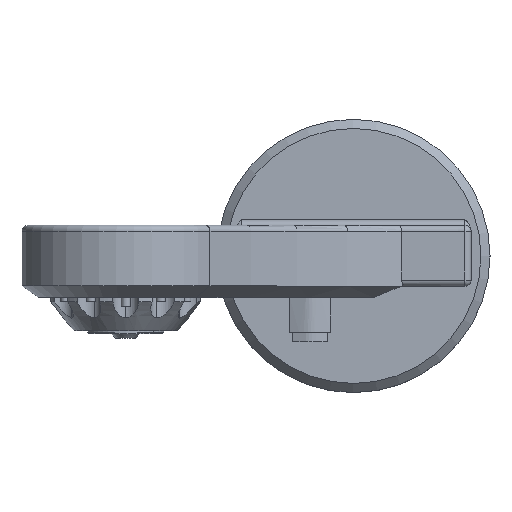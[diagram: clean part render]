
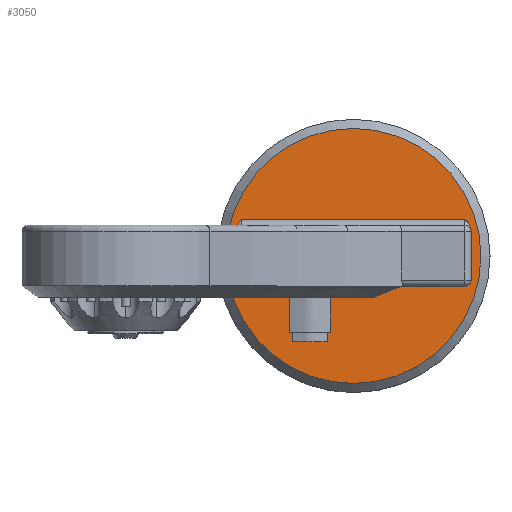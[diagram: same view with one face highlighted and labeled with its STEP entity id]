
A CAD part, top view. The second image highlights one B-rep face of the part: STEP entity #3050.
In plain terms, the highlighted planar face has unit normal (0, 0, 1).
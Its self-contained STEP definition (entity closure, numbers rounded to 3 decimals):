
#41=B_SPLINE_CURVE_WITH_KNOTS('',3,(#4609,#4610,#4611,#4612,#4613,#4614,
#4615,#4616,#4617,#4618),.UNSPECIFIED.,.F.,.F.,(4,2,2,2,4),(2.022,
2.175,2.328,2.563,2.798),
 .UNSPECIFIED.);
#43=B_SPLINE_CURVE_WITH_KNOTS('',3,(#4655,#4656,#4657,#4658,#4659,#4660,
#4661,#4662,#4663,#4664),.UNSPECIFIED.,.F.,.F.,(4,2,2,2,4),(0.,0.235,
0.47,0.623,0.776),.UNSPECIFIED.);
#119=FACE_BOUND('',#602,.T.);
#189=PLANE('',#3467);
#375=FACE_OUTER_BOUND('',#601,.T.);
#601=EDGE_LOOP('',(#2758));
#602=EDGE_LOOP('',(#2759,#2760,#2761,#2762,#2763,#2764,#2765));
#639=LINE('',#4598,#810);
#643=LINE('',#4641,#814);
#648=LINE('',#4685,#819);
#650=LINE('',#4688,#821);
#810=VECTOR('',#3597,10.);
#814=VECTOR('',#3615,10.);
#819=VECTOR('',#3640,10.);
#821=VECTOR('',#3644,10.);
#972=CIRCLE('',#3105,4.);
#1165=CIRCLE('',#3463,84.);
#1211=VERTEX_POINT('',#4579);
#1212=VERTEX_POINT('',#4581);
#1216=VERTEX_POINT('',#4597);
#1220=VERTEX_POINT('',#4606);
#1221=VERTEX_POINT('',#4608);
#1224=VERTEX_POINT('',#4640);
#1228=VERTEX_POINT('',#4654);
#1451=VERTEX_POINT('',#6203);
#1510=EDGE_CURVE('',#1211,#1212,#972,.F.);
#1518=EDGE_CURVE('',#1216,#1212,#639,.T.);
#1523=EDGE_CURVE('',#1220,#1221,#41,.F.);
#1528=EDGE_CURVE('',#1224,#1221,#643,.T.);
#1535=EDGE_CURVE('',#1216,#1228,#43,.F.);
#1540=EDGE_CURVE('',#1211,#1224,#648,.T.);
#1542=EDGE_CURVE('',#1228,#1220,#650,.T.);
#1887=EDGE_CURVE('',#1451,#1451,#1165,.T.);
#2758=ORIENTED_EDGE('',*,*,#1887,.F.);
#2759=ORIENTED_EDGE('',*,*,#1518,.T.);
#2760=ORIENTED_EDGE('',*,*,#1510,.F.);
#2761=ORIENTED_EDGE('',*,*,#1540,.T.);
#2762=ORIENTED_EDGE('',*,*,#1528,.T.);
#2763=ORIENTED_EDGE('',*,*,#1523,.F.);
#2764=ORIENTED_EDGE('',*,*,#1542,.F.);
#2765=ORIENTED_EDGE('',*,*,#1535,.F.);
#3050=ADVANCED_FACE('',(#375,#119),#189,.T.);
#3105=AXIS2_PLACEMENT_3D('',#4582,#3578,#3579);
#3463=AXIS2_PLACEMENT_3D('',#6204,#4434,#4435);
#3467=AXIS2_PLACEMENT_3D('',#6212,#4444,#4445);
#3578=DIRECTION('center_axis',(0.,0.,-1.));
#3579=DIRECTION('ref_axis',(0.707,-0.707,0.));
#3597=DIRECTION('',(0.,-1.,0.));
#3615=DIRECTION('',(0.,1.,0.));
#3640=DIRECTION('',(-1.,0.,0.));
#3644=DIRECTION('',(-1.,0.,0.));
#4434=DIRECTION('center_axis',(0.,0.,-1.));
#4435=DIRECTION('ref_axis',(1.,0.,0.));
#4444=DIRECTION('center_axis',(0.,0.,1.));
#4445=DIRECTION('ref_axis',(1.,0.,0.));
#4579=CARTESIAN_POINT('',(73.5,-20.,37.));
#4581=CARTESIAN_POINT('',(77.5,-16.,37.));
#4582=CARTESIAN_POINT('Origin',(73.5,-16.,37.));
#4597=CARTESIAN_POINT('',(77.5,17.072,37.));
#4598=CARTESIAN_POINT('',(77.5,-10.,37.));
#4606=CARTESIAN_POINT('',(-73.5,24.,37.));
#4608=CARTESIAN_POINT('',(-77.5,17.072,37.));
#4609=CARTESIAN_POINT('Ctrl Pts',(-77.5,17.072,37.));
#4610=CARTESIAN_POINT('Ctrl Pts',(-77.5,17.582,37.));
#4611=CARTESIAN_POINT('Ctrl Pts',(-77.422,18.132,37.));
#4612=CARTESIAN_POINT('Ctrl Pts',(-77.122,19.196,37.));
#4613=CARTESIAN_POINT('Ctrl Pts',(-76.9,19.71,37.));
#4614=CARTESIAN_POINT('Ctrl Pts',(-76.287,20.849,37.));
#4615=CARTESIAN_POINT('Ctrl Pts',(-75.784,21.541,37.));
#4616=CARTESIAN_POINT('Ctrl Pts',(-74.665,22.837,37.));
#4617=CARTESIAN_POINT('Ctrl Pts',(-74.054,23.446,37.));
#4618=CARTESIAN_POINT('Ctrl Pts',(-73.5,24.,37.));
#4640=CARTESIAN_POINT('',(-77.5,-20.,37.));
#4641=CARTESIAN_POINT('',(-77.5,10.,37.));
#4654=CARTESIAN_POINT('',(73.5,24.,37.));
#4655=CARTESIAN_POINT('Ctrl Pts',(73.5,24.,37.));
#4656=CARTESIAN_POINT('Ctrl Pts',(74.054,23.446,37.));
#4657=CARTESIAN_POINT('Ctrl Pts',(74.665,22.837,37.));
#4658=CARTESIAN_POINT('Ctrl Pts',(75.784,21.541,37.));
#4659=CARTESIAN_POINT('Ctrl Pts',(76.287,20.849,37.));
#4660=CARTESIAN_POINT('Ctrl Pts',(76.9,19.71,37.));
#4661=CARTESIAN_POINT('Ctrl Pts',(77.122,19.196,37.));
#4662=CARTESIAN_POINT('Ctrl Pts',(77.422,18.132,37.));
#4663=CARTESIAN_POINT('Ctrl Pts',(77.5,17.582,37.));
#4664=CARTESIAN_POINT('Ctrl Pts',(77.5,17.072,37.));
#4685=CARTESIAN_POINT('',(-38.75,-20.,37.));
#4688=CARTESIAN_POINT('',(38.75,24.,37.));
#6203=CARTESIAN_POINT('',(-84.,0.,37.));
#6204=CARTESIAN_POINT('Origin',(0.,0.,37.));
#6212=CARTESIAN_POINT('Origin',(0.,0.,37.));
